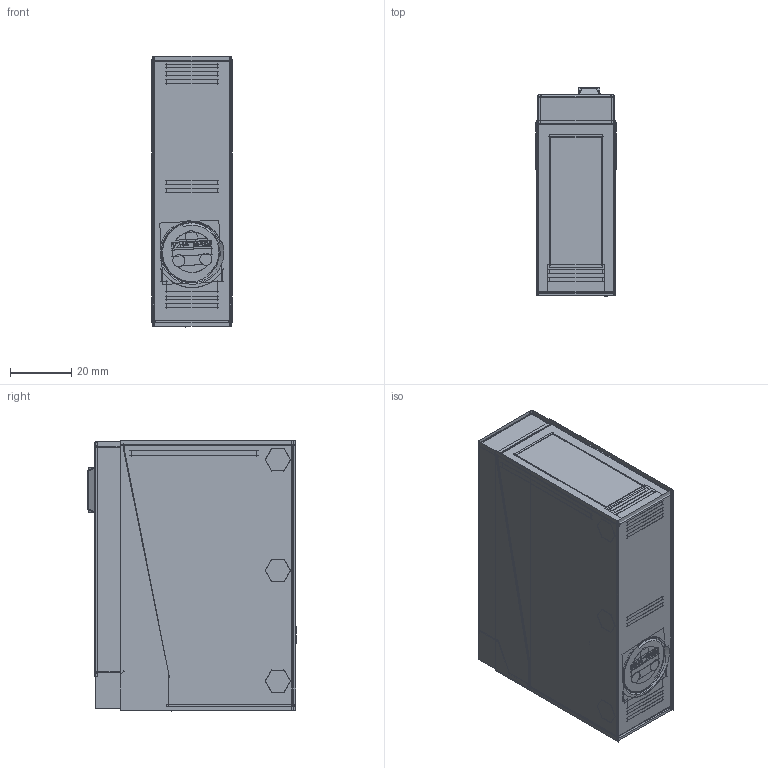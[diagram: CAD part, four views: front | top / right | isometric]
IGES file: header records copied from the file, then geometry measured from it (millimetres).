
Start section:  PTC IGES file: 215018.igs
Global section: file name: 215018.igs; native system: Creo Parametric by PTC Inc.; preprocessor: 2018300; author: pdmadmin; organization: Unknown; date: 20191104.111301; units: millimetre
Bounding box: 26.2 x 68.05 x 88.43 mm (x, y, z)
Volume: 46662.5 mm3; surface area: 264901.5 mm2
Topology: 6 solids, 12 shells, 2460 faces, 12113 edges, 15045 vertices
Faces by surface type: bspline 1504, revolution 956
